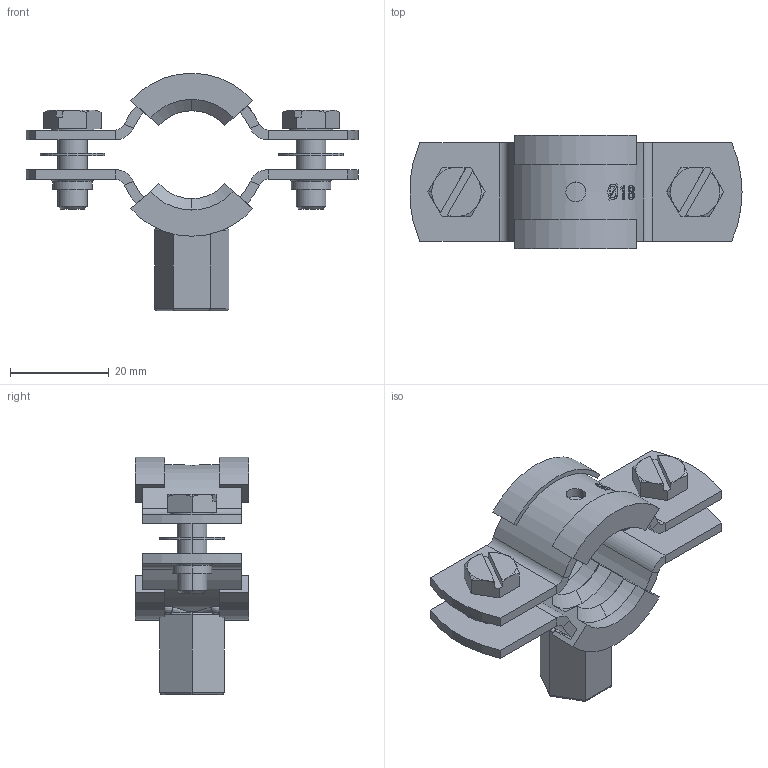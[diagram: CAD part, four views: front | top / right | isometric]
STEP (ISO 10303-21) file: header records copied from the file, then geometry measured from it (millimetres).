
FILE_DESCRIPTION (( 'STEP AP214' ), '1' );
FILE_NAME ('31179018.STEP', '2022-10-27T06:27:15', ( '' ), ( '' ), 'SwSTEP 2.0', 'SolidWorks 2021', '' );
FILE_SCHEMA (( 'AUTOMOTIVE_DESIGN' ));
Length unit declared in the file: millimetre
Products named in the file (8): 8110137018; 9442201841^31179018; 8020137018; 9519002599; Clamp^8110137018; 9541506016; 31179018; 9735013060
Assembly tree (10 placements, depth 3):
  31179018
    8110137018
      Clamp^8110137018
      9519002599
    8020137018
    9541506016  x2
    9735013060  x2
    9442201841^31179018  x2
Bounding box: 67.21 x 23 x 48.09 mm (x, y, z)
Volume: 12063 mm3; surface area: 13966.8 mm2
Topology: 9 solids, 9 shells, 397 faces, 1003 edges, 634 vertices
Faces by surface type: cylinder 119, plane 118, bspline 100, cone 48, torus 12
Entity records: 17867 total; most frequent: CARTESIAN_POINT 10697, ORIENTED_EDGE 1608, DIRECTION 1096, EDGE_CURVE 804, VERTEX_POINT 505, AXIS2_PLACEMENT_3D 415, B_SPLINE_CURVE_WITH_KNOTS 344, EDGE_LOOP 343
